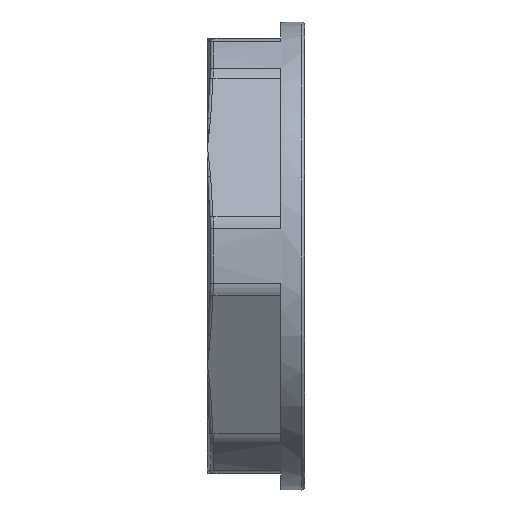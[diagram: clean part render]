
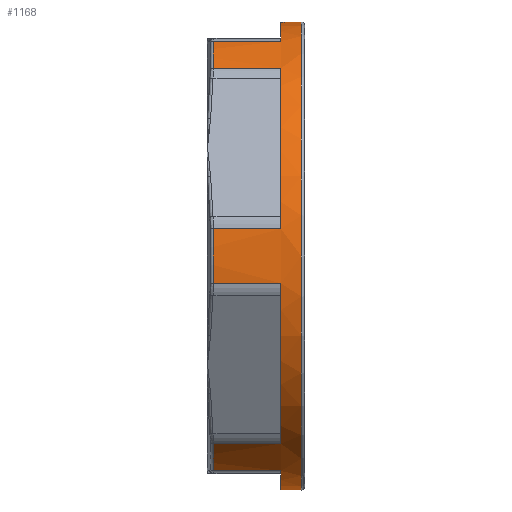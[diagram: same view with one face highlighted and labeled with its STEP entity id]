
A CAD part, front view. The second image highlights one B-rep face of the part: STEP entity #1168.
In plain terms, the highlighted cylindrical face has radius 14.49 mm (diameter 28.98 mm), a full revolution.
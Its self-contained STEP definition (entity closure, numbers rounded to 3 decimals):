
#35=FACE_BOUND('',#210,.T.);
#48=LINE('',#1730,#80);
#50=LINE('',#1744,#82);
#51=LINE('',#1748,#83);
#52=LINE('',#1752,#84);
#53=LINE('',#1756,#85);
#54=LINE('',#1760,#86);
#55=LINE('',#1764,#87);
#56=LINE('',#1768,#88);
#57=LINE('',#1772,#89);
#58=LINE('',#1776,#90);
#59=LINE('',#1780,#91);
#60=LINE('',#1783,#92);
#80=VECTOR('',#1391,4.185);
#82=VECTOR('',#1407,4.185);
#83=VECTOR('',#1410,4.185);
#84=VECTOR('',#1413,4.185);
#85=VECTOR('',#1416,4.185);
#86=VECTOR('',#1419,4.185);
#87=VECTOR('',#1422,4.185);
#88=VECTOR('',#1425,4.185);
#89=VECTOR('',#1428,4.185);
#90=VECTOR('',#1431,4.185);
#91=VECTOR('',#1434,4.185);
#92=VECTOR('',#1437,4.185);
#113=CYLINDRICAL_SURFACE('',#1257,14.49);
#130=FACE_OUTER_BOUND('',#209,.T.);
#209=EDGE_LOOP('',(#761));
#210=EDGE_LOOP('',(#762,#763,#764,#765,#766,#767,#768,#769,#770,#771,#772,
#773,#774,#775,#776,#777,#778,#779,#780,#781,#782,#783,#784,#785));
#362=CIRCLE('',#1254,14.49);
#365=CIRCLE('',#1258,14.49);
#366=CIRCLE('',#1259,14.49);
#367=CIRCLE('',#1260,14.49);
#368=CIRCLE('',#1261,14.49);
#369=CIRCLE('',#1262,14.49);
#370=CIRCLE('',#1263,14.49);
#371=CIRCLE('',#1264,14.49);
#372=CIRCLE('',#1265,14.49);
#373=CIRCLE('',#1266,14.49);
#374=CIRCLE('',#1267,14.49);
#375=CIRCLE('',#1268,14.49);
#376=CIRCLE('',#1269,14.49);
#450=VERTEX_POINT('',#1713);
#453=VERTEX_POINT('',#1728);
#454=VERTEX_POINT('',#1733);
#456=VERTEX_POINT('',#1739);
#457=VERTEX_POINT('',#1741);
#458=VERTEX_POINT('',#1743);
#459=VERTEX_POINT('',#1745);
#460=VERTEX_POINT('',#1747);
#461=VERTEX_POINT('',#1749);
#462=VERTEX_POINT('',#1751);
#463=VERTEX_POINT('',#1753);
#464=VERTEX_POINT('',#1755);
#465=VERTEX_POINT('',#1757);
#466=VERTEX_POINT('',#1759);
#467=VERTEX_POINT('',#1761);
#468=VERTEX_POINT('',#1763);
#469=VERTEX_POINT('',#1765);
#470=VERTEX_POINT('',#1767);
#471=VERTEX_POINT('',#1769);
#472=VERTEX_POINT('',#1771);
#473=VERTEX_POINT('',#1773);
#474=VERTEX_POINT('',#1775);
#475=VERTEX_POINT('',#1777);
#476=VERTEX_POINT('',#1779);
#477=VERTEX_POINT('',#1781);
#565=EDGE_CURVE('',#453,#450,#48,.T.);
#567=EDGE_CURVE('',#450,#454,#362,.T.);
#570=EDGE_CURVE('',#456,#456,#365,.T.);
#571=EDGE_CURVE('',#457,#453,#366,.T.);
#572=EDGE_CURVE('',#458,#457,#50,.T.);
#573=EDGE_CURVE('',#459,#458,#367,.T.);
#574=EDGE_CURVE('',#460,#459,#51,.T.);
#575=EDGE_CURVE('',#461,#460,#368,.T.);
#576=EDGE_CURVE('',#462,#461,#52,.T.);
#577=EDGE_CURVE('',#463,#462,#369,.T.);
#578=EDGE_CURVE('',#464,#463,#53,.T.);
#579=EDGE_CURVE('',#465,#464,#370,.T.);
#580=EDGE_CURVE('',#466,#465,#54,.T.);
#581=EDGE_CURVE('',#467,#466,#371,.T.);
#582=EDGE_CURVE('',#468,#467,#55,.T.);
#583=EDGE_CURVE('',#469,#468,#372,.T.);
#584=EDGE_CURVE('',#470,#469,#56,.T.);
#585=EDGE_CURVE('',#471,#470,#373,.T.);
#586=EDGE_CURVE('',#472,#471,#57,.T.);
#587=EDGE_CURVE('',#473,#472,#374,.T.);
#588=EDGE_CURVE('',#474,#473,#58,.T.);
#589=EDGE_CURVE('',#475,#474,#375,.T.);
#590=EDGE_CURVE('',#476,#475,#59,.T.);
#591=EDGE_CURVE('',#477,#476,#376,.T.);
#592=EDGE_CURVE('',#454,#477,#60,.T.);
#761=ORIENTED_EDGE('',*,*,#570,.F.);
#762=ORIENTED_EDGE('',*,*,#565,.F.);
#763=ORIENTED_EDGE('',*,*,#571,.F.);
#764=ORIENTED_EDGE('',*,*,#572,.F.);
#765=ORIENTED_EDGE('',*,*,#573,.F.);
#766=ORIENTED_EDGE('',*,*,#574,.F.);
#767=ORIENTED_EDGE('',*,*,#575,.F.);
#768=ORIENTED_EDGE('',*,*,#576,.F.);
#769=ORIENTED_EDGE('',*,*,#577,.F.);
#770=ORIENTED_EDGE('',*,*,#578,.F.);
#771=ORIENTED_EDGE('',*,*,#579,.F.);
#772=ORIENTED_EDGE('',*,*,#580,.F.);
#773=ORIENTED_EDGE('',*,*,#581,.F.);
#774=ORIENTED_EDGE('',*,*,#582,.F.);
#775=ORIENTED_EDGE('',*,*,#583,.F.);
#776=ORIENTED_EDGE('',*,*,#584,.F.);
#777=ORIENTED_EDGE('',*,*,#585,.F.);
#778=ORIENTED_EDGE('',*,*,#586,.F.);
#779=ORIENTED_EDGE('',*,*,#587,.F.);
#780=ORIENTED_EDGE('',*,*,#588,.F.);
#781=ORIENTED_EDGE('',*,*,#589,.F.);
#782=ORIENTED_EDGE('',*,*,#590,.F.);
#783=ORIENTED_EDGE('',*,*,#591,.F.);
#784=ORIENTED_EDGE('',*,*,#592,.F.);
#785=ORIENTED_EDGE('',*,*,#567,.F.);
#1168=ADVANCED_FACE('',(#130,#35),#113,.T.);
#1254=AXIS2_PLACEMENT_3D('',#1734,#1395,#1396);
#1257=AXIS2_PLACEMENT_3D('',#1738,#1401,#1402);
#1258=AXIS2_PLACEMENT_3D('',#1740,#1403,#1404);
#1259=AXIS2_PLACEMENT_3D('',#1742,#1405,#1406);
#1260=AXIS2_PLACEMENT_3D('',#1746,#1408,#1409);
#1261=AXIS2_PLACEMENT_3D('',#1750,#1411,#1412);
#1262=AXIS2_PLACEMENT_3D('',#1754,#1414,#1415);
#1263=AXIS2_PLACEMENT_3D('',#1758,#1417,#1418);
#1264=AXIS2_PLACEMENT_3D('',#1762,#1420,#1421);
#1265=AXIS2_PLACEMENT_3D('',#1766,#1423,#1424);
#1266=AXIS2_PLACEMENT_3D('',#1770,#1426,#1427);
#1267=AXIS2_PLACEMENT_3D('',#1774,#1429,#1430);
#1268=AXIS2_PLACEMENT_3D('',#1778,#1432,#1433);
#1269=AXIS2_PLACEMENT_3D('',#1782,#1435,#1436);
#1391=DIRECTION('',(-1.,0.,0.));
#1395=DIRECTION('center_axis',(-1.,0.,0.));
#1396=DIRECTION('ref_axis',(0.,-0.5,-0.866));
#1401=DIRECTION('center_axis',(1.,0.,0.));
#1402=DIRECTION('ref_axis',(0.,1.,0.));
#1403=DIRECTION('center_axis',(1.,0.,0.));
#1404=DIRECTION('ref_axis',(0.,-1.,0.));
#1405=DIRECTION('center_axis',(-1.,0.,0.));
#1406=DIRECTION('ref_axis',(0.,1.,0.));
#1407=DIRECTION('',(1.,0.,0.));
#1408=DIRECTION('center_axis',(-1.,0.,0.));
#1409=DIRECTION('ref_axis',(0.,0.5,-0.866));
#1410=DIRECTION('',(-1.,0.,0.));
#1411=DIRECTION('center_axis',(-1.,0.,0.));
#1412=DIRECTION('ref_axis',(0.,1.,0.));
#1413=DIRECTION('',(1.,0.,0.));
#1414=DIRECTION('center_axis',(-1.,0.,0.));
#1415=DIRECTION('ref_axis',(0.,1.,0.));
#1416=DIRECTION('',(-1.,0.,0.));
#1417=DIRECTION('center_axis',(-1.,0.,0.));
#1418=DIRECTION('ref_axis',(0.,1.,0.));
#1419=DIRECTION('',(1.,0.,0.));
#1420=DIRECTION('center_axis',(-1.,0.,0.));
#1421=DIRECTION('ref_axis',(0.,0.5,0.866));
#1422=DIRECTION('',(-1.,0.,0.));
#1423=DIRECTION('center_axis',(-1.,0.,0.));
#1424=DIRECTION('ref_axis',(0.,1.,0.));
#1425=DIRECTION('',(1.,0.,0.));
#1426=DIRECTION('center_axis',(-1.,0.,0.));
#1427=DIRECTION('ref_axis',(0.,-0.5,0.866));
#1428=DIRECTION('',(-1.,0.,0.));
#1429=DIRECTION('center_axis',(-1.,0.,0.));
#1430=DIRECTION('ref_axis',(0.,1.,0.));
#1431=DIRECTION('',(1.,0.,0.));
#1432=DIRECTION('center_axis',(-1.,0.,0.));
#1433=DIRECTION('ref_axis',(0.,-1.,0.));
#1434=DIRECTION('',(-1.,0.,0.));
#1435=DIRECTION('center_axis',(-1.,0.,0.));
#1436=DIRECTION('ref_axis',(0.,1.,0.));
#1437=DIRECTION('',(1.,0.,0.));
#1713=CARTESIAN_POINT('',(-5.645,-5.735,-13.307));
#1728=CARTESIAN_POINT('',(-1.46,-5.735,-13.307));
#1730=CARTESIAN_POINT('',(-0.73,-5.735,-13.307));
#1733=CARTESIAN_POINT('',(-5.645,-8.656,-11.62));
#1734=CARTESIAN_POINT('Origin',(-5.645,0.,0.));
#1738=CARTESIAN_POINT('Origin',(-0.73,0.,0.));
#1739=CARTESIAN_POINT('',(-0.2,14.49,0.));
#1740=CARTESIAN_POINT('Origin',(-0.2,0.,0.));
#1741=CARTESIAN_POINT('',(-1.46,5.735,-13.307));
#1742=CARTESIAN_POINT('Origin',(-1.46,0.,0.));
#1743=CARTESIAN_POINT('',(-5.645,5.735,-13.307));
#1744=CARTESIAN_POINT('',(-0.73,5.735,-13.307));
#1745=CARTESIAN_POINT('',(-5.645,8.656,-11.62));
#1746=CARTESIAN_POINT('Origin',(-5.645,0.,0.));
#1747=CARTESIAN_POINT('',(-1.46,8.656,-11.62));
#1748=CARTESIAN_POINT('',(-0.73,8.656,-11.62));
#1749=CARTESIAN_POINT('',(-1.46,14.392,-1.686));
#1750=CARTESIAN_POINT('Origin',(-1.46,0.,0.));
#1751=CARTESIAN_POINT('',(-5.645,14.392,-1.686));
#1752=CARTESIAN_POINT('',(-0.73,14.392,-1.686));
#1753=CARTESIAN_POINT('',(-5.645,14.392,1.686));
#1754=CARTESIAN_POINT('Origin',(-5.645,0.,0.));
#1755=CARTESIAN_POINT('',(-1.46,14.392,1.686));
#1756=CARTESIAN_POINT('',(-0.73,14.392,1.686));
#1757=CARTESIAN_POINT('',(-1.46,8.656,11.62));
#1758=CARTESIAN_POINT('Origin',(-1.46,0.,0.));
#1759=CARTESIAN_POINT('',(-5.645,8.656,11.62));
#1760=CARTESIAN_POINT('',(-0.73,8.656,11.62));
#1761=CARTESIAN_POINT('',(-5.645,5.735,13.307));
#1762=CARTESIAN_POINT('Origin',(-5.645,0.,0.));
#1763=CARTESIAN_POINT('',(-1.46,5.735,13.307));
#1764=CARTESIAN_POINT('',(-0.73,5.735,13.307));
#1765=CARTESIAN_POINT('',(-1.46,-5.735,13.307));
#1766=CARTESIAN_POINT('Origin',(-1.46,0.,0.));
#1767=CARTESIAN_POINT('',(-5.645,-5.735,13.307));
#1768=CARTESIAN_POINT('',(-0.73,-5.735,13.307));
#1769=CARTESIAN_POINT('',(-5.645,-8.656,11.62));
#1770=CARTESIAN_POINT('Origin',(-5.645,0.,0.));
#1771=CARTESIAN_POINT('',(-1.46,-8.656,11.62));
#1772=CARTESIAN_POINT('',(-0.73,-8.656,11.62));
#1773=CARTESIAN_POINT('',(-1.46,-14.392,1.686));
#1774=CARTESIAN_POINT('Origin',(-1.46,0.,0.));
#1775=CARTESIAN_POINT('',(-5.645,-14.392,1.686));
#1776=CARTESIAN_POINT('',(-0.73,-14.392,1.686));
#1777=CARTESIAN_POINT('',(-5.645,-14.392,-1.686));
#1778=CARTESIAN_POINT('Origin',(-5.645,0.,0.));
#1779=CARTESIAN_POINT('',(-1.46,-14.392,-1.686));
#1780=CARTESIAN_POINT('',(-0.73,-14.392,-1.686));
#1781=CARTESIAN_POINT('',(-1.46,-8.656,-11.62));
#1782=CARTESIAN_POINT('Origin',(-1.46,0.,0.));
#1783=CARTESIAN_POINT('',(-0.73,-8.656,-11.62));
